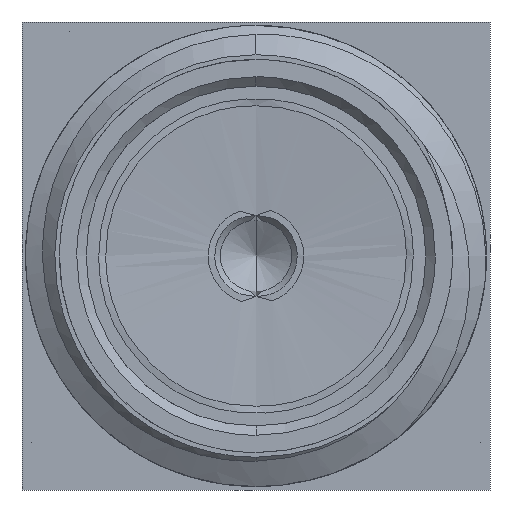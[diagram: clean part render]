
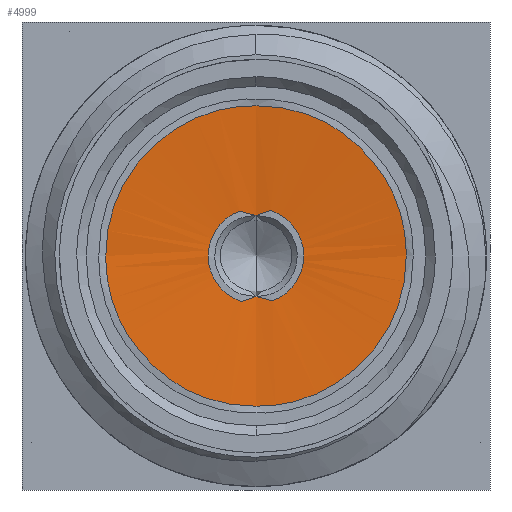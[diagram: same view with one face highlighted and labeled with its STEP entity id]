
A CAD part, left-side view. The second image highlights one B-rep face of the part: STEP entity #4999.
In plain terms, the highlighted planar face has unit normal (-1, 0, 0).
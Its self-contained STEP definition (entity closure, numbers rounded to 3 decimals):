
#127 = CARTESIAN_POINT ( 'NONE',  ( 1.93, -0.563, -2.038 ) ) ;
#149 = CARTESIAN_POINT ( 'NONE',  ( 2.032, 0.648, 0.156 ) ) ;
#150 = CARTESIAN_POINT ( 'NONE',  ( 2.032, -0.117, 0.637 ) ) ;
#196 = CARTESIAN_POINT ( 'NONE',  ( 1.93, 1.043, 1.839 ) ) ;
#371 = CARTESIAN_POINT ( 'NONE',  ( 1.968, -2.038, 0. ) ) ;
#427 = CARTESIAN_POINT ( 'NONE',  ( 2.032, -0.27, -0.609 ) ) ;
#507 = ORIENTED_EDGE ( 'NONE', *, *, #3513, .F. ) ;
#526 = CARTESIAN_POINT ( 'NONE',  ( 2.053, 0., 0.551 ) ) ;
#710 = CARTESIAN_POINT ( 'NONE',  ( 2.032, 0.117, -0.637 ) ) ;
#844 = CARTESIAN_POINT ( 'NONE',  ( 1.968, 0., -2.038 ) ) ;
#887 = EDGE_CURVE ( 'NONE', #3385, #1432, #1496, .T. ) ;
#944 = B_SPLINE_CURVE_WITH_KNOTS ( 'NONE', 3,
 ( #4921, #2340, #1117, #196, #1891, #3597 ),
 .UNSPECIFIED., .F., .F.,
 ( 4, 2, 4 ),
 ( 0., 0.5, 1. ),
 .UNSPECIFIED. ) ;
#1074 = VERTEX_POINT ( 'NONE', #2678 ) ;
#1117 = CARTESIAN_POINT ( 'NONE',  ( 1.93, 1.839, 1.043 ) ) ;
#1173 = PLANE ( 'NONE',  #1535 ) ;
#1339 = CARTESIAN_POINT ( 'NONE',  ( 1.968, 0., 2.038 ) ) ;
#1342 = CARTESIAN_POINT ( 'NONE',  ( 1.93, -1.043, -1.839 ) ) ;
#1368 = CARTESIAN_POINT ( 'NONE',  ( 2.032, 0.598, 0.295 ) ) ;
#1432 = VERTEX_POINT ( 'NONE', #371 ) ;
#1496 = B_SPLINE_CURVE_WITH_KNOTS ( 'NONE', 3,
 ( #5072, #3831, #4220, #2043, #3343, #5399 ),
 .UNSPECIFIED., .F., .F.,
 ( 4, 2, 4 ),
 ( 0., 0.5, 1. ),
 .UNSPECIFIED. ) ;
#1501 = CARTESIAN_POINT ( 'NONE',  ( 2.007, -2.153, 2.153 ) ) ;
#1535 = AXIS2_PLACEMENT_3D ( 'NONE', #1501, #3218, #2880 ) ;
#1537 = CARTESIAN_POINT ( 'NONE',  ( 2.053, 0., -0.551 ) ) ;
#1623 = VERTEX_POINT ( 'NONE', #526 ) ;
#1663 = CARTESIAN_POINT ( 'NONE',  ( 2.032, -0.598, -0.295 ) ) ;
#1733 = CARTESIAN_POINT ( 'NONE',  ( 1.968, -2.038, 0. ) ) ;
#1775 = EDGE_LOOP ( 'NONE', ( #2715, #2366, #5374, #507 ) ) ;
#1791 = EDGE_CURVE ( 'NONE', #4627, #1623, #3035, .T. ) ;
#1811 = CARTESIAN_POINT ( 'NONE',  ( 1.968, 0., -2.038 ) ) ;
#1815 = B_SPLINE_CURVE_WITH_KNOTS ( 'NONE', 3,
 ( #4102, #2010, #3219, #3654, #5014, #710 ),
 .UNSPECIFIED., .F., .F.,
 ( 4, 2, 4 ),
 ( 0., 0.5, 1. ),
 .UNSPECIFIED. ) ;
#1891 = CARTESIAN_POINT ( 'NONE',  ( 1.93, 0.563, 2.038 ) ) ;
#1978 = CARTESIAN_POINT ( 'NONE',  ( 2.019, 0.648, 0. ) ) ;
#2010 = CARTESIAN_POINT ( 'NONE',  ( 2.032, 0.648, -0.156 ) ) ;
#2043 = CARTESIAN_POINT ( 'NONE',  ( 1.93, -1.84, 1.043 ) ) ;
#2084 = VERTEX_POINT ( 'NONE', #1978 ) ;
#2090 = B_SPLINE_CURVE_WITH_KNOTS ( 'NONE', 3,
 ( #844, #3382, #2534, #3266, #2841, #5469 ),
 .UNSPECIFIED., .F., .F.,
 ( 4, 2, 4 ),
 ( 0., 0.5, 1. ),
 .UNSPECIFIED. ) ;
#2219 = ORIENTED_EDGE ( 'NONE', *, *, #3034, .F. ) ;
#2340 = CARTESIAN_POINT ( 'NONE',  ( 1.93, 2.039, 0.562 ) ) ;
#2366 = ORIENTED_EDGE ( 'NONE', *, *, #3066, .F. ) ;
#2374 = CARTESIAN_POINT ( 'NONE',  ( 1.968, 0., -2.038 ) ) ;
#2534 = CARTESIAN_POINT ( 'NONE',  ( 1.93, 1.043, -1.84 ) ) ;
#2590 = VERTEX_POINT ( 'NONE', #2374 ) ;
#2617 = VERTEX_POINT ( 'NONE', #1537 ) ;
#2622 = B_SPLINE_CURVE_WITH_KNOTS ( 'NONE', 3,
 ( #1733, #3024, #4373, #1342, #127, #1811 ),
 .UNSPECIFIED., .F., .F.,
 ( 4, 2, 4 ),
 ( 0., 0.5, 1. ),
 .UNSPECIFIED. ) ;
#2678 = CARTESIAN_POINT ( 'NONE',  ( 1.968, 2.038, 0. ) ) ;
#2715 = ORIENTED_EDGE ( 'NONE', *, *, #1791, .F. ) ;
#2778 = EDGE_LOOP ( 'NONE', ( #5271, #2219, #4055, #4938 ) ) ;
#2841 = CARTESIAN_POINT ( 'NONE',  ( 1.93, 2.039, -0.562 ) ) ;
#2858 = EDGE_CURVE ( 'NONE', #1432, #2590, #2622, .T. ) ;
#2880 = DIRECTION ( 'NONE',  ( 0., 0., -1. ) ) ;
#3023 = CARTESIAN_POINT ( 'NONE',  ( 2.032, -0.597, 0.295 ) ) ;
#3024 = CARTESIAN_POINT ( 'NONE',  ( 1.93, -2.039, -0.562 ) ) ;
#3034 = EDGE_CURVE ( 'NONE', #2590, #1074, #2090, .T. ) ;
#3035 = B_SPLINE_CURVE_WITH_KNOTS ( 'NONE', 3,
 ( #4753, #3963, #3023, #3051, #4297, #150 ),
 .UNSPECIFIED., .F., .F.,
 ( 4, 2, 4 ),
 ( 0., 0.5, 1. ),
 .UNSPECIFIED. ) ;
#3051 = CARTESIAN_POINT ( 'NONE',  ( 2.032, -0.398, 0.535 ) ) ;
#3066 = EDGE_CURVE ( 'NONE', #2617, #4627, #4796, .T. ) ;
#3076 = CARTESIAN_POINT ( 'NONE',  ( 2.019, 0.648, 0. ) ) ;
#3218 = DIRECTION ( 'NONE',  ( 1., 0., 0. ) ) ;
#3219 = CARTESIAN_POINT ( 'NONE',  ( 2.032, 0.597, -0.295 ) ) ;
#3234 = EDGE_CURVE ( 'NONE', #2084, #2617, #1815, .T. ) ;
#3266 = CARTESIAN_POINT ( 'NONE',  ( 1.93, 1.84, -1.043 ) ) ;
#3343 = CARTESIAN_POINT ( 'NONE',  ( 1.93, -2.039, 0.562 ) ) ;
#3382 = CARTESIAN_POINT ( 'NONE',  ( 1.93, 0.563, -2.038 ) ) ;
#3385 = VERTEX_POINT ( 'NONE', #1339 ) ;
#3488 = CARTESIAN_POINT ( 'NONE',  ( 2.032, 0.27, 0.609 ) ) ;
#3513 = EDGE_CURVE ( 'NONE', #1623, #2084, #4782, .T. ) ;
#3597 = CARTESIAN_POINT ( 'NONE',  ( 1.968, 0., 2.038 ) ) ;
#3654 = CARTESIAN_POINT ( 'NONE',  ( 2.032, 0.398, -0.535 ) ) ;
#3675 = CARTESIAN_POINT ( 'NONE',  ( 2.032, -0.397, -0.535 ) ) ;
#3792 = CARTESIAN_POINT ( 'NONE',  ( 2.032, -0.648, -0.156 ) ) ;
#3831 = CARTESIAN_POINT ( 'NONE',  ( 1.93, -0.563, 2.038 ) ) ;
#3963 = CARTESIAN_POINT ( 'NONE',  ( 2.032, -0.648, 0.156 ) ) ;
#4055 = ORIENTED_EDGE ( 'NONE', *, *, #2858, .F. ) ;
#4101 = FACE_OUTER_BOUND ( 'NONE', #2778, .T. ) ;
#4102 = CARTESIAN_POINT ( 'NONE',  ( 2.019, 0.648, 0. ) ) ;
#4220 = CARTESIAN_POINT ( 'NONE',  ( 1.93, -1.043, 1.84 ) ) ;
#4297 = CARTESIAN_POINT ( 'NONE',  ( 2.032, -0.271, 0.609 ) ) ;
#4373 = CARTESIAN_POINT ( 'NONE',  ( 1.93, -1.839, -1.043 ) ) ;
#4554 = CARTESIAN_POINT ( 'NONE',  ( 2.032, -0.117, -0.637 ) ) ;
#4627 = VERTEX_POINT ( 'NONE', #5162 ) ;
#4753 = CARTESIAN_POINT ( 'NONE',  ( 2.019, -0.648, 0. ) ) ;
#4782 = B_SPLINE_CURVE_WITH_KNOTS ( 'NONE', 3,
 ( #5248, #3488, #5177, #1368, #149, #3076 ),
 .UNSPECIFIED., .F., .F.,
 ( 4, 2, 4 ),
 ( 0., 0.5, 1. ),
 .UNSPECIFIED. ) ;
#4796 = B_SPLINE_CURVE_WITH_KNOTS ( 'NONE', 3,
 ( #4554, #427, #3675, #1663, #3792, #5005 ),
 .UNSPECIFIED., .F., .F.,
 ( 4, 2, 4 ),
 ( 0., 0.5, 1. ),
 .UNSPECIFIED. ) ;
#4921 = CARTESIAN_POINT ( 'NONE',  ( 1.968, 2.038, 0. ) ) ;
#4938 = ORIENTED_EDGE ( 'NONE', *, *, #887, .F. ) ;
#4999 = ADVANCED_FACE ( 'NONE', ( #5391, #4101 ), #1173, .F. ) ;
#5005 = CARTESIAN_POINT ( 'NONE',  ( 2.019, -0.648, 0. ) ) ;
#5014 = CARTESIAN_POINT ( 'NONE',  ( 2.032, 0.271, -0.609 ) ) ;
#5072 = CARTESIAN_POINT ( 'NONE',  ( 1.968, 0., 2.038 ) ) ;
#5162 = CARTESIAN_POINT ( 'NONE',  ( 2.019, -0.648, 0. ) ) ;
#5177 = CARTESIAN_POINT ( 'NONE',  ( 2.032, 0.397, 0.535 ) ) ;
#5248 = CARTESIAN_POINT ( 'NONE',  ( 2.032, 0.117, 0.637 ) ) ;
#5271 = ORIENTED_EDGE ( 'NONE', *, *, #5319, .F. ) ;
#5319 = EDGE_CURVE ( 'NONE', #1074, #3385, #944, .T. ) ;
#5374 = ORIENTED_EDGE ( 'NONE', *, *, #3234, .F. ) ;
#5391 = FACE_BOUND ( 'NONE', #1775, .T. ) ;
#5399 = CARTESIAN_POINT ( 'NONE',  ( 1.968, -2.038, 0. ) ) ;
#5469 = CARTESIAN_POINT ( 'NONE',  ( 1.968, 2.038, 0. ) ) ;
